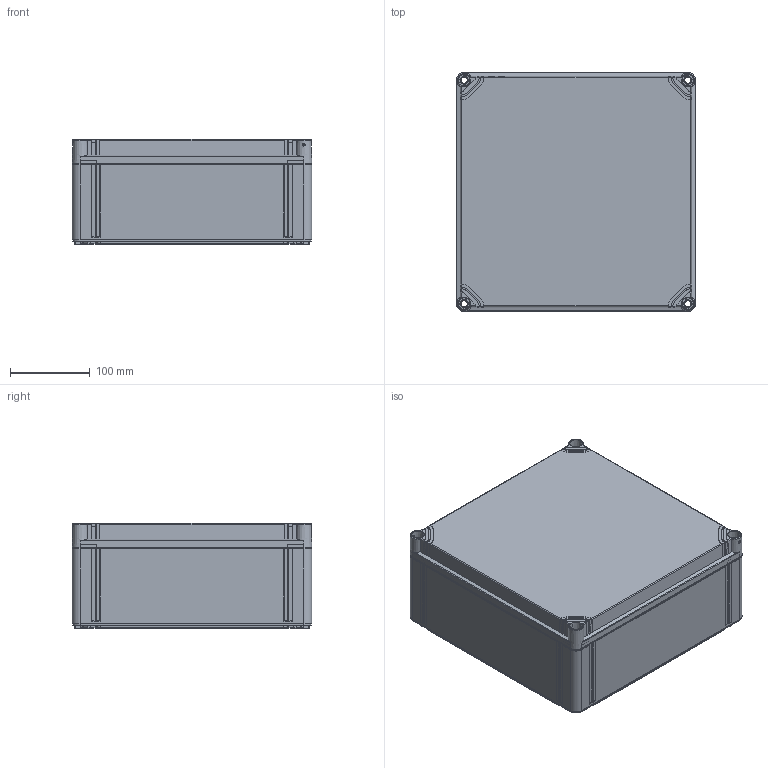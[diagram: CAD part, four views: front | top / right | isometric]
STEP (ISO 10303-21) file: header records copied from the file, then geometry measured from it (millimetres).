
FILE_DESCRIPTION((''),'2;1');
FILE_NAME('OPCP303013G_ASM','2008-12-19T',('pasi_koskela'),(''),'PRO/ENGINEER BY PARAMETRIC TECHNOLOGY CORPORATION, 2008250','PRO/ENGINEER BY PARAMETRIC TECHNOLOGY CORPORATION, 2008250','');
FILE_SCHEMA(('AUTOMOTIVE_DESIGN_CC2 { 1 2 10303 214 -1 1 5 2 }'));
Products named in the file (3): OPCP303010B; OPCG303003L; OPCP303013G_ASM
Assembly tree (2 placements, depth 2):
  OPCP303013G_ASM
    OPCP303010B
    OPCG303003L
Bounding box: 300 x 300 x 132 mm (x, y, z)
Volume: 1478406.1 mm3; surface area: 773677.7 mm2
Topology: 2 solids, 2 shells, 2481 faces, 6434 edges, 4081 vertices
Faces by surface type: plane 1123, cone 528, cylinder 502, torus 270, bspline 56, sphere 2
Entity records: 103329 total; most frequent: CARTESIAN_POINT 23466, ORIENTED_EDGE 12864, DIRECTION 12326, PRESENTATION_STYLE_ASSIGNMENT 6434, STYLED_ITEM 6434, CURVE_STYLE 6432, EDGE_CURVE 6432, AXIS2_PLACEMENT_3D 4390
